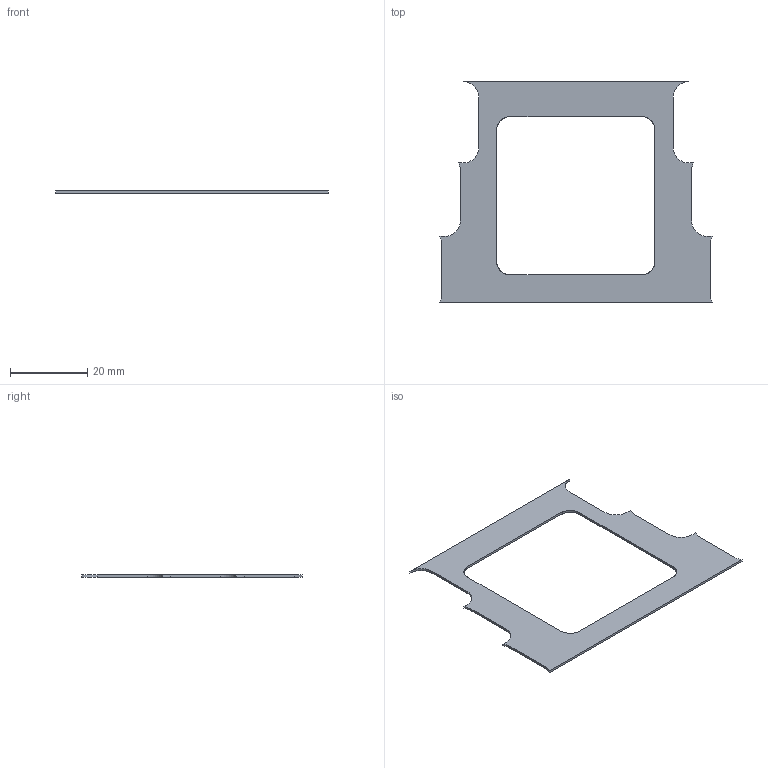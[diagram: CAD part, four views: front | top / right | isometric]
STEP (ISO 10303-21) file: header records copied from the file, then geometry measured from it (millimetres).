
FILE_DESCRIPTION(/* description */ (''),/* implementation_level */ '2;1');
FILE_NAME(/* name */ 'KatanaKombat RGB Diffuser.step',/* time_stamp */ '2024-03-08T08:56:39-08:00',/* author */ (''),/* organization */ (''),/* preprocessor_version */ 'ST-DEVELOPER v20',/* originating_system */ 'Autodesk Translation Framework v12.20.1.177',/* authorisation */ '');
FILE_SCHEMA (('AUTOMOTIVE_DESIGN { 1 0 10303 214 3 1 1 }'));
Length unit declared in the file: millimetre
Products named in the file (1): KatanaKombat
Bounding box: 70.53 x 57.15 x 0.6 mm (x, y, z)
Volume: 1043.1 mm3; surface area: 3729.4 mm2
Topology: 1 solids, 1 shells, 154 faces, 456 edges, 304 vertices
Faces by surface type: plane 142, cylinder 12
Entity records: 5126 total; most frequent: CARTESIAN_POINT 915, ORIENTED_EDGE 912, DIRECTION 790, EDGE_CURVE 456, LINE 432, VECTOR 432, VERTEX_POINT 304, AXIS2_PLACEMENT_3D 179
